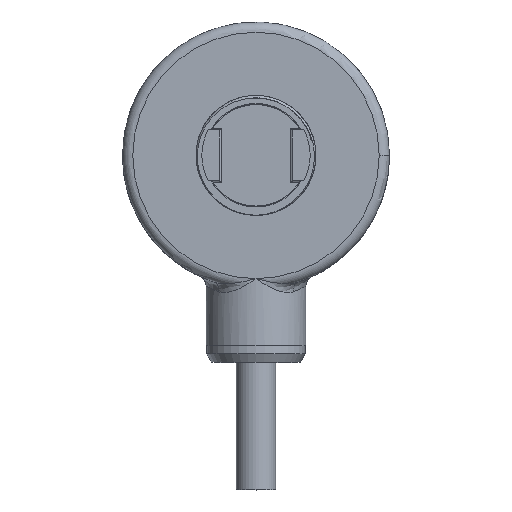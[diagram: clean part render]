
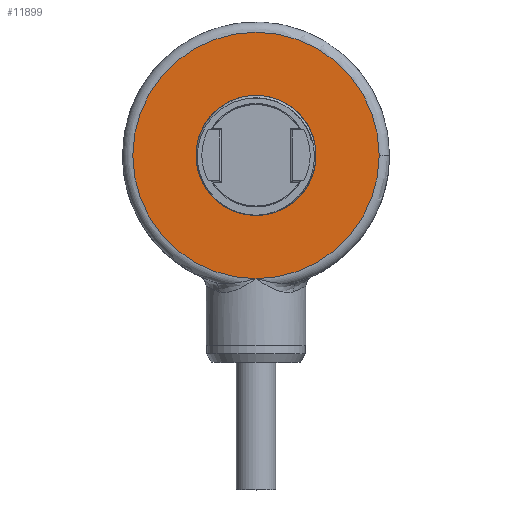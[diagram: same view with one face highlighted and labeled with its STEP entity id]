
A CAD part, top view. The second image highlights one B-rep face of the part: STEP entity #11899.
In plain terms, the highlighted planar face has unit normal (0, 0, 1).
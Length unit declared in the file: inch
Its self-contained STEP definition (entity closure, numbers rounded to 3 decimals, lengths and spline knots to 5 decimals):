
#1263=CARTESIAN_POINT('',(0.,1.122,0.295));
#1264=DIRECTION('',(0.,0.,1.));
#1265=DIRECTION('',(1.,0.,0.));
#1266=AXIS2_PLACEMENT_3D('',#1263,#1264,#1265);
#1268=CARTESIAN_POINT('',(0.,1.122,0.295));
#1269=DIRECTION('',(0.,0.,1.));
#1270=DIRECTION('',(0.,-1.,0.));
#1271=AXIS2_PLACEMENT_3D('',#1268,#1269,#1270);
#1283=CARTESIAN_POINT('',(0.,1.122,0.295));
#1284=DIRECTION('',(0.,0.,1.));
#1285=DIRECTION('',(0.,-1.,0.));
#1286=AXIS2_PLACEMENT_3D('',#1283,#1284,#1285);
#1288=CARTESIAN_POINT('',(0.,1.122,0.295));
#1289=DIRECTION('',(0.,0.,1.));
#1290=DIRECTION('',(0.,1.,0.));
#1291=AXIS2_PLACEMENT_3D('',#1288,#1289,#1290);
#9724=CARTESIAN_POINT('',(0.7275,1.122,0.295));
#9725=CARTESIAN_POINT('',(0.,0.3945,0.295));
#9726=VERTEX_POINT('',#9724);
#9727=VERTEX_POINT('',#9725);
#9900=CARTESIAN_POINT('',(0.,0.77075,0.295));
#9901=CARTESIAN_POINT('',(0.,1.47325,0.295));
#9902=VERTEX_POINT('',#9900);
#9903=VERTEX_POINT('',#9901);
#11884=CARTESIAN_POINT('',(0.,1.122,0.295));
#11885=DIRECTION('',(0.,0.,1.));
#11886=DIRECTION('',(1.,0.,0.));
#11887=AXIS2_PLACEMENT_3D('',#11884,#11885,#11886);
#11888=PLANE('',#11887);
#11889=ORIENTED_EDGE('',*,*,#11864,.F.);
#11890=ORIENTED_EDGE('',*,*,#11875,.F.);
#11891=EDGE_LOOP('',(#11889,#11890));
#11892=FACE_OUTER_BOUND('',#11891,.F.);
#11894=ORIENTED_EDGE('',*,*,#11893,.T.);
#11896=ORIENTED_EDGE('',*,*,#11895,.T.);
#11897=EDGE_LOOP('',(#11894,#11896));
#11898=FACE_BOUND('',#11897,.F.);
#11899=ADVANCED_FACE('',(#11892,#11898),#11888,.T.);
#1267=CIRCLE('',#1266,0.7275);
#1272=CIRCLE('',#1271,0.7275);
#1287=CIRCLE('',#1286,0.35125);
#1292=CIRCLE('',#1291,0.35125);
#11864=EDGE_CURVE('',#9726,#9727,#1267,.T.);
#11875=EDGE_CURVE('',#9727,#9726,#1272,.T.);
#11893=EDGE_CURVE('',#9902,#9903,#1287,.T.);
#11895=EDGE_CURVE('',#9903,#9902,#1292,.T.);
